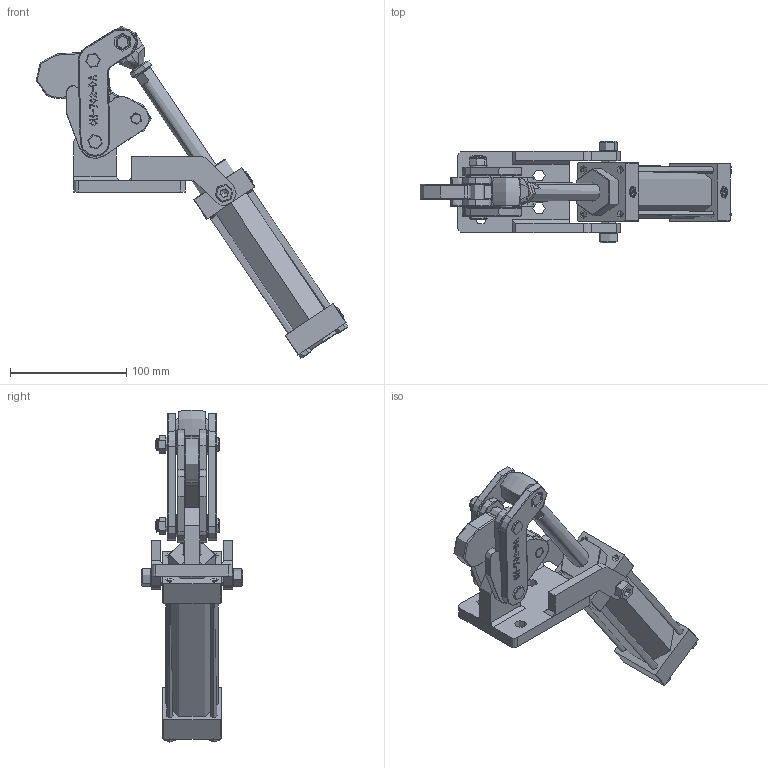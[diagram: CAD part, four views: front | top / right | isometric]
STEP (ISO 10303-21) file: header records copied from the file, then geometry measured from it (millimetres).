
FILE_DESCRIPTION (( 'STEP AP203' ), '1' );
FILE_NAME ('CH-702-DA.STEP', '2024-04-22T09:28:17', ( 'User' ), ( 'china' ), 'SwSTEP 2.0', 'SolidWorks 2018', '' );
FILE_SCHEMA (( 'CONFIG_CONTROL_DESIGN' ));
Length unit declared in the file: millimetre
Products named in the file (57): Air cylinder-1; 3-8-16 LOCK NUT; CH-702-D-05; CH-702-DA-04; CH-702-D-09; CH-702-DA-010203; Air cylinder-2; G18黑; CH-702-D-06; CH-702-D-07; CH-702-D-12; CH-702-D-01; Air cylinder-3; CH-702-DA-01; CH-702-D-03; Air cylinder-4; CH-702-DA; CH-702-D-08; M10-20; CH-702-D-04; CH-702-DA-010203_默认<按加工>; CH-702-D-13
Assembly tree (49 placements, depth 2):
  CH-702-DA-04
  CH-702-DA-04
  CH-702-D-09
  CH-702-DA-010203
  G18黑
Bounding box: 268.42 x 87.6 x 285.79 mm (x, y, z)
Volume: 607243.8 mm3; surface area: 183219.9 mm2
Topology: 44 solids, 44 shells, 1825 faces, 4676 edges, 3019 vertices
Faces by surface type: cylinder 782, plane 473, bspline 229, cone 192, torus 149
Entity records: 76861 total; most frequent: CARTESIAN_POINT 39566, ORIENTED_EDGE 7282, DIRECTION 5740, EDGE_CURVE 3641, VERTEX_POINT 2341, AXIS2_PLACEMENT_3D 2080, VECTOR 1580, LINE 1580
